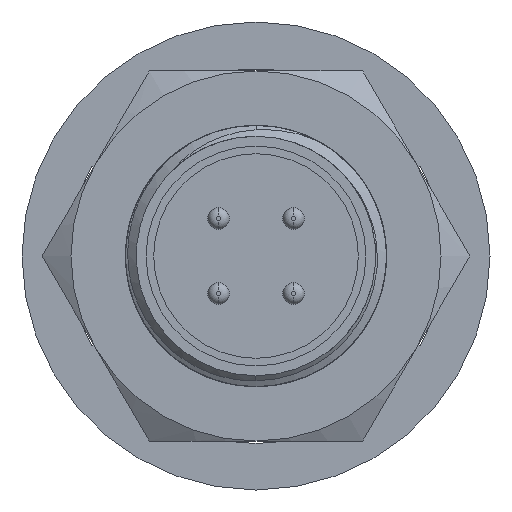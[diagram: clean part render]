
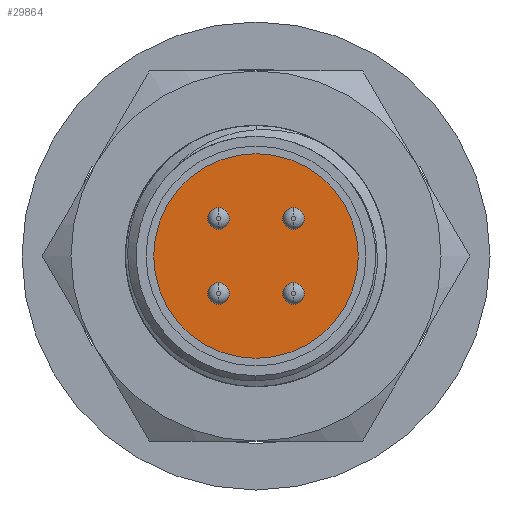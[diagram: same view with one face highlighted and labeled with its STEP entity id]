
A CAD part, front view. The second image highlights one B-rep face of the part: STEP entity #29864.
In plain terms, the highlighted planar face has unit normal (0, -1, 0).
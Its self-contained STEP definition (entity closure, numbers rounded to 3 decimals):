
#208 = VERTEX_POINT ( 'NONE', #38370 ) ;
#663 = EDGE_CURVE ( 'NONE', #25716, #15649, #11581, .T. ) ;
#682 = CARTESIAN_POINT ( 'NONE',  ( 1.725, -6.6, -1.725 ) ) ;
#776 = CIRCLE ( 'NONE', #2868, 0.5 ) ;
#819 = FACE_BOUND ( 'NONE', #36622, .T. ) ;
#2686 = AXIS2_PLACEMENT_3D ( 'NONE', #11322, #5036, #26960 ) ;
#2868 = AXIS2_PLACEMENT_3D ( 'NONE', #36431, #39814, #5411 ) ;
#4921 = DIRECTION ( 'NONE',  ( 0., 0., 1. ) ) ;
#5036 = DIRECTION ( 'NONE',  ( 0., 1., 0. ) ) ;
#5101 = AXIS2_PLACEMENT_3D ( 'NONE', #33135, #36269, #14414 ) ;
#5411 = DIRECTION ( 'NONE',  ( 0., 0., 1. ) ) ;
#6068 = DIRECTION ( 'NONE',  ( 0., 1., 0. ) ) ;
#6231 = DIRECTION ( 'NONE',  ( 0., 0., 1. ) ) ;
#7118 = AXIS2_PLACEMENT_3D ( 'NONE', #25646, #9997, #22527 ) ;
#7830 = EDGE_LOOP ( 'NONE', ( #13445, #30534 ) ) ;
#8256 = CIRCLE ( 'NONE', #34140, 0.5 ) ;
#9544 = DIRECTION ( 'NONE',  ( 0., 1., 0. ) ) ;
#9937 = CARTESIAN_POINT ( 'NONE',  ( -1.725, -6.6, -1.725 ) ) ;
#9997 = DIRECTION ( 'NONE',  ( 0., 1., 0. ) ) ;
#10010 = DIRECTION ( 'NONE',  ( 0., 1., 0. ) ) ;
#11288 = EDGE_LOOP ( 'NONE', ( #19584, #32551 ) ) ;
#11322 = CARTESIAN_POINT ( 'NONE',  ( 1.725, -6.6, 1.725 ) ) ;
#11558 = CIRCLE ( 'NONE', #5101, 0.5 ) ;
#11581 = CIRCLE ( 'NONE', #32015, 0.5 ) ;
#11596 = DIRECTION ( 'NONE',  ( 0., 1., 0. ) ) ;
#11683 = EDGE_CURVE ( 'NONE', #22489, #15766, #8256, .T. ) ;
#12611 = CARTESIAN_POINT ( 'NONE',  ( 0., -6.6, 0. ) ) ;
#12726 = DIRECTION ( 'NONE',  ( 0., 0., 1. ) ) ;
#12798 = AXIS2_PLACEMENT_3D ( 'NONE', #34189, #39670, #30165 ) ;
#13445 = ORIENTED_EDGE ( 'NONE', *, *, #27351, .F. ) ;
#14414 = DIRECTION ( 'NONE',  ( 0., 0., 1. ) ) ;
#14419 = ORIENTED_EDGE ( 'NONE', *, *, #31022, .T. ) ;
#14925 = VERTEX_POINT ( 'NONE', #15089 ) ;
#15089 = CARTESIAN_POINT ( 'NONE',  ( -1.725, -6.6, 1.225 ) ) ;
#15573 = ORIENTED_EDGE ( 'NONE', *, *, #18515, .T. ) ;
#15649 = VERTEX_POINT ( 'NONE', #34982 ) ;
#15659 = CARTESIAN_POINT ( 'NONE',  ( -1.725, -6.6, 2.225 ) ) ;
#15766 = VERTEX_POINT ( 'NONE', #32697 ) ;
#15867 = DIRECTION ( 'NONE',  ( 0., 1., 0. ) ) ;
#17733 = CIRCLE ( 'NONE', #38677, 0.5 ) ;
#17803 = CARTESIAN_POINT ( 'NONE',  ( 1.725, -6.6, -2.225 ) ) ;
#18515 = EDGE_CURVE ( 'NONE', #28715, #24404, #19022, .T. ) ;
#19022 = CIRCLE ( 'NONE', #7118, 0.5 ) ;
#19337 = DIRECTION ( 'NONE',  ( 0., 1., 0. ) ) ;
#19584 = ORIENTED_EDGE ( 'NONE', *, *, #663, .T. ) ;
#19930 = EDGE_LOOP ( 'NONE', ( #15573, #29159 ) ) ;
#21342 = EDGE_CURVE ( 'NONE', #15649, #25716, #24353, .T. ) ;
#21656 = VERTEX_POINT ( 'NONE', #15659 ) ;
#21713 = FACE_BOUND ( 'NONE', #19930, .T. ) ;
#22210 = DIRECTION ( 'NONE',  ( 0., 0., 1. ) ) ;
#22489 = VERTEX_POINT ( 'NONE', #29328 ) ;
#22527 = DIRECTION ( 'NONE',  ( 0., 0., 1. ) ) ;
#22845 = VERTEX_POINT ( 'NONE', #36634 ) ;
#24353 = CIRCLE ( 'NONE', #2686, 0.5 ) ;
#24404 = VERTEX_POINT ( 'NONE', #17803 ) ;
#25646 = CARTESIAN_POINT ( 'NONE',  ( 1.725, -6.6, -1.725 ) ) ;
#25716 = VERTEX_POINT ( 'NONE', #31419 ) ;
#25990 = AXIS2_PLACEMENT_3D ( 'NONE', #12611, #15867, #34340 ) ;
#26960 = DIRECTION ( 'NONE',  ( 0., 0., 1. ) ) ;
#27351 = EDGE_CURVE ( 'NONE', #22845, #208, #28555, .T. ) ;
#27438 = EDGE_CURVE ( 'NONE', #15766, #22489, #11558, .T. ) ;
#27551 = CIRCLE ( 'NONE', #36392, 0.5 ) ;
#27717 = CARTESIAN_POINT ( 'NONE',  ( 1.725, -6.6, -1.225 ) ) ;
#27844 = DIRECTION ( 'NONE',  ( 0., 0., 1. ) ) ;
#27941 = EDGE_CURVE ( 'NONE', #14925, #21656, #27551, .T. ) ;
#28555 = CIRCLE ( 'NONE', #25990, 4.7 ) ;
#28635 = EDGE_CURVE ( 'NONE', #208, #22845, #39308, .T. ) ;
#28715 = VERTEX_POINT ( 'NONE', #27717 ) ;
#28804 = AXIS2_PLACEMENT_3D ( 'NONE', #36596, #11596, #4921 ) ;
#29159 = ORIENTED_EDGE ( 'NONE', *, *, #37249, .T. ) ;
#29328 = CARTESIAN_POINT ( 'NONE',  ( -1.725, -6.6, -1.225 ) ) ;
#29864 = ADVANCED_FACE ( 'NONE', ( #31919, #38254, #21713, #819, #37251 ), #30298, .F. ) ;
#30165 = DIRECTION ( 'NONE',  ( 0., 0., 1. ) ) ;
#30298 = PLANE ( 'NONE',  #12798 ) ;
#30534 = ORIENTED_EDGE ( 'NONE', *, *, #28635, .F. ) ;
#30676 = ORIENTED_EDGE ( 'NONE', *, *, #11683, .T. ) ;
#31022 = EDGE_CURVE ( 'NONE', #21656, #14925, #776, .T. ) ;
#31419 = CARTESIAN_POINT ( 'NONE',  ( 1.725, -6.6, 2.225 ) ) ;
#31919 = FACE_BOUND ( 'NONE', #11288, .T. ) ;
#32015 = AXIS2_PLACEMENT_3D ( 'NONE', #39584, #6068, #27844 ) ;
#32551 = ORIENTED_EDGE ( 'NONE', *, *, #21342, .T. ) ;
#32697 = CARTESIAN_POINT ( 'NONE',  ( -1.725, -6.6, -2.225 ) ) ;
#33135 = CARTESIAN_POINT ( 'NONE',  ( -1.725, -6.6, -1.725 ) ) ;
#33558 = CARTESIAN_POINT ( 'NONE',  ( -1.725, -6.6, 1.725 ) ) ;
#33616 = ORIENTED_EDGE ( 'NONE', *, *, #27438, .T. ) ;
#33906 = EDGE_LOOP ( 'NONE', ( #30676, #33616 ) ) ;
#34140 = AXIS2_PLACEMENT_3D ( 'NONE', #9937, #19337, #6231 ) ;
#34189 = CARTESIAN_POINT ( 'NONE',  ( 0., -6.6, 0. ) ) ;
#34340 = DIRECTION ( 'NONE',  ( 0., 0., 1. ) ) ;
#34365 = ORIENTED_EDGE ( 'NONE', *, *, #27941, .T. ) ;
#34982 = CARTESIAN_POINT ( 'NONE',  ( 1.725, -6.6, 1.225 ) ) ;
#36269 = DIRECTION ( 'NONE',  ( 0., 1., 0. ) ) ;
#36392 = AXIS2_PLACEMENT_3D ( 'NONE', #33558, #10010, #12726 ) ;
#36431 = CARTESIAN_POINT ( 'NONE',  ( -1.725, -6.6, 1.725 ) ) ;
#36596 = CARTESIAN_POINT ( 'NONE',  ( 0., -6.6, 0. ) ) ;
#36622 = EDGE_LOOP ( 'NONE', ( #14419, #34365 ) ) ;
#36634 = CARTESIAN_POINT ( 'NONE',  ( 0., -6.6, 4.7 ) ) ;
#37249 = EDGE_CURVE ( 'NONE', #24404, #28715, #17733, .T. ) ;
#37251 = FACE_OUTER_BOUND ( 'NONE', #7830, .T. ) ;
#38254 = FACE_BOUND ( 'NONE', #33906, .T. ) ;
#38370 = CARTESIAN_POINT ( 'NONE',  ( 0., -6.6, -4.7 ) ) ;
#38677 = AXIS2_PLACEMENT_3D ( 'NONE', #682, #9544, #22210 ) ;
#39308 = CIRCLE ( 'NONE', #28804, 4.7 ) ;
#39584 = CARTESIAN_POINT ( 'NONE',  ( 1.725, -6.6, 1.725 ) ) ;
#39670 = DIRECTION ( 'NONE',  ( 0., 1., 0. ) ) ;
#39814 = DIRECTION ( 'NONE',  ( 0., 1., 0. ) ) ;
